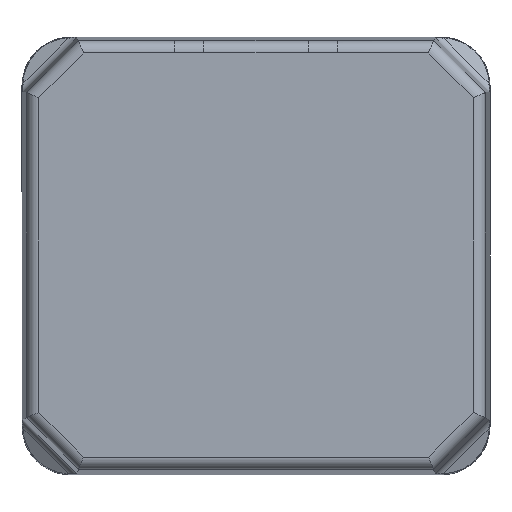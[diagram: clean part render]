
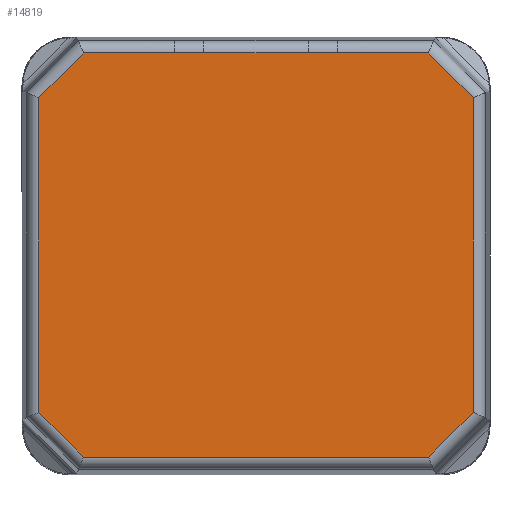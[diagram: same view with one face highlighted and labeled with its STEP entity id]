
A CAD part, top view. The second image highlights one B-rep face of the part: STEP entity #14819.
In plain terms, the highlighted planar face has unit normal (0, 0, 1).
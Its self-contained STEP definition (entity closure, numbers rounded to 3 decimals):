
#88 = DIRECTION ( 'NONE',  ( -1., 0., 0. ) ) ;
#508 = CARTESIAN_POINT ( 'NONE',  ( 17.937, 13., 45.5 ) ) ;
#688 = AXIS2_PLACEMENT_3D ( 'NONE', #3744, #11139, #5644 ) ;
#885 = CARTESIAN_POINT ( 'NONE',  ( -16.093, 14.843, 45.5 ) ) ;
#1217 = CARTESIAN_POINT ( 'NONE',  ( -15.325, 16.687, 45.5 ) ) ;
#1588 = VERTEX_POINT ( 'NONE', #18055 ) ;
#1741 = ORIENTED_EDGE ( 'NONE', *, *, #22884, .T. ) ;
#1934 = CARTESIAN_POINT ( 'NONE',  ( 6.7, 16.687, 45.5 ) ) ;
#1949 = VECTOR ( 'NONE', #2000, 1000. ) ;
#1963 = CARTESIAN_POINT ( 'NONE',  ( -15.325, 16.687, 45.5 ) ) ;
#2000 = DIRECTION ( 'NONE',  ( 1., 0., 0. ) ) ;
#2024 = CARTESIAN_POINT ( 'NONE',  ( -14.25, -16.687, 45.5 ) ) ;
#2215 = VERTEX_POINT ( 'NONE', #24038 ) ;
#3011 = LINE ( 'NONE', #6324, #8941 ) ;
#3097 = PLANE ( 'NONE',  #688 ) ;
#3237 = EDGE_CURVE ( 'NONE', #2215, #7148, #11314, .T. ) ;
#3744 = CARTESIAN_POINT ( 'NONE',  ( -15.325, 14.075, 45.5 ) ) ;
#3787 = LINE ( 'NONE', #885, #13167 ) ;
#3967 = EDGE_CURVE ( 'NONE', #23312, #1588, #3011, .T. ) ;
#4145 = LINE ( 'NONE', #9886, #14995 ) ;
#4400 = DIRECTION ( 'NONE',  ( -1., 0., 0. ) ) ;
#4687 = LINE ( 'NONE', #1217, #22072 ) ;
#4732 = VECTOR ( 'NONE', #15440, 1000. ) ;
#4994 = VECTOR ( 'NONE', #88, 1000. ) ;
#5089 = EDGE_CURVE ( 'NONE', #23324, #2215, #3787, .T. ) ;
#5563 = EDGE_CURVE ( 'NONE', #16033, #9306, #19882, .T. ) ;
#5644 = DIRECTION ( 'NONE',  ( -1., 0., 0. ) ) ;
#6150 = VECTOR ( 'NONE', #21534, 1000. ) ;
#6324 = CARTESIAN_POINT ( 'NONE',  ( -15.325, 16.687, 45.5 ) ) ;
#6410 = ORIENTED_EDGE ( 'NONE', *, *, #13085, .T. ) ;
#6996 = DIRECTION ( 'NONE',  ( -1., 0., 0. ) ) ;
#7009 = EDGE_CURVE ( 'NONE', #1588, #8244, #8274, .T. ) ;
#7148 = VERTEX_POINT ( 'NONE', #21810 ) ;
#7433 = EDGE_CURVE ( 'NONE', #7733, #23324, #12904, .T. ) ;
#7733 = VERTEX_POINT ( 'NONE', #21347 ) ;
#7862 = CARTESIAN_POINT ( 'NONE',  ( -4.3, 16.687, 45.5 ) ) ;
#8244 = VERTEX_POINT ( 'NONE', #7862 ) ;
#8274 = LINE ( 'NONE', #21139, #4732 ) ;
#8407 = CARTESIAN_POINT ( 'NONE',  ( 0.768, 30.168, 45.5 ) ) ;
#8446 = ORIENTED_EDGE ( 'NONE', *, *, #5563, .T. ) ;
#8941 = VECTOR ( 'NONE', #19262, 1000. ) ;
#9160 = CARTESIAN_POINT ( 'NONE',  ( -30.168, -0.768, 45.5 ) ) ;
#9306 = VERTEX_POINT ( 'NONE', #18404 ) ;
#9886 = CARTESIAN_POINT ( 'NONE',  ( 17.937, 14.075, 45.5 ) ) ;
#11139 = DIRECTION ( 'NONE',  ( 0., 0., -1. ) ) ;
#11236 = EDGE_CURVE ( 'NONE', #7148, #16033, #13066, .T. ) ;
#11314 = LINE ( 'NONE', #12826, #22203 ) ;
#11401 = ORIENTED_EDGE ( 'NONE', *, *, #7009, .T. ) ;
#11772 = VERTEX_POINT ( 'NONE', #15036 ) ;
#12228 = ORIENTED_EDGE ( 'NONE', *, *, #5089, .T. ) ;
#12826 = CARTESIAN_POINT ( 'NONE',  ( -17.937, 14.075, 45.5 ) ) ;
#12904 = LINE ( 'NONE', #1963, #4994 ) ;
#12925 = CARTESIAN_POINT ( 'NONE',  ( -15.325, -16.687, 45.5 ) ) ;
#13066 = LINE ( 'NONE', #9160, #15389 ) ;
#13085 = EDGE_CURVE ( 'NONE', #11772, #23312, #4687, .T. ) ;
#13132 = ORIENTED_EDGE ( 'NONE', *, *, #3237, .T. ) ;
#13167 = VECTOR ( 'NONE', #19595, 1000. ) ;
#14293 = CARTESIAN_POINT ( 'NONE',  ( 17.937, -13., 45.5 ) ) ;
#14549 = LINE ( 'NONE', #23084, #20163 ) ;
#14735 = ORIENTED_EDGE ( 'NONE', *, *, #24310, .T. ) ;
#14819 = ADVANCED_FACE ( 'NONE', ( #15499 ), #3097, .F. ) ;
#14995 = VECTOR ( 'NONE', #15354, 1000. ) ;
#15018 = EDGE_LOOP ( 'NONE', ( #6410, #21664, #11401, #1741, #18876, #12228, #13132, #23245, #8446, #22288, #15234, #14735 ) ) ;
#15036 = CARTESIAN_POINT ( 'NONE',  ( 14.25, 16.687, 45.5 ) ) ;
#15234 = ORIENTED_EDGE ( 'NONE', *, *, #23380, .T. ) ;
#15354 = DIRECTION ( 'NONE',  ( 0., 1., 0. ) ) ;
#15389 = VECTOR ( 'NONE', #18625, 1000. ) ;
#15440 = DIRECTION ( 'NONE',  ( -1., 0., 0. ) ) ;
#15499 = FACE_OUTER_BOUND ( 'NONE', #15018, .T. ) ;
#15723 = EDGE_CURVE ( 'NONE', #9306, #19791, #14549, .T. ) ;
#15900 = LINE ( 'NONE', #17850, #20354 ) ;
#16033 = VERTEX_POINT ( 'NONE', #2024 ) ;
#16075 = LINE ( 'NONE', #8407, #6150 ) ;
#17850 = CARTESIAN_POINT ( 'NONE',  ( -15.325, 16.687, 45.5 ) ) ;
#18055 = CARTESIAN_POINT ( 'NONE',  ( 4.3, 16.687, 45.5 ) ) ;
#18100 = VERTEX_POINT ( 'NONE', #508 ) ;
#18404 = CARTESIAN_POINT ( 'NONE',  ( 14.25, -16.687, 45.5 ) ) ;
#18625 = DIRECTION ( 'NONE',  ( 0.707, -0.707, 0. ) ) ;
#18876 = ORIENTED_EDGE ( 'NONE', *, *, #7433, .T. ) ;
#19262 = DIRECTION ( 'NONE',  ( -1., 0., 0. ) ) ;
#19595 = DIRECTION ( 'NONE',  ( -0.707, -0.707, 0. ) ) ;
#19678 = DIRECTION ( 'NONE',  ( 0.707, 0.707, 0. ) ) ;
#19791 = VERTEX_POINT ( 'NONE', #14293 ) ;
#19882 = LINE ( 'NONE', #12925, #1949 ) ;
#20163 = VECTOR ( 'NONE', #19678, 1000. ) ;
#20354 = VECTOR ( 'NONE', #4400, 1000. ) ;
#20661 = CARTESIAN_POINT ( 'NONE',  ( -14.25, 16.687, 45.5 ) ) ;
#21139 = CARTESIAN_POINT ( 'NONE',  ( -15.325, 16.687, 45.5 ) ) ;
#21347 = CARTESIAN_POINT ( 'NONE',  ( -6.7, 16.687, 45.5 ) ) ;
#21534 = DIRECTION ( 'NONE',  ( -0.707, 0.707, 0. ) ) ;
#21664 = ORIENTED_EDGE ( 'NONE', *, *, #3967, .T. ) ;
#21810 = CARTESIAN_POINT ( 'NONE',  ( -17.937, -13., 45.5 ) ) ;
#22072 = VECTOR ( 'NONE', #6996, 1000. ) ;
#22203 = VECTOR ( 'NONE', #24358, 1000. ) ;
#22288 = ORIENTED_EDGE ( 'NONE', *, *, #15723, .T. ) ;
#22884 = EDGE_CURVE ( 'NONE', #8244, #7733, #15900, .T. ) ;
#23084 = CARTESIAN_POINT ( 'NONE',  ( 14.843, -16.093, 45.5 ) ) ;
#23245 = ORIENTED_EDGE ( 'NONE', *, *, #11236, .T. ) ;
#23312 = VERTEX_POINT ( 'NONE', #1934 ) ;
#23324 = VERTEX_POINT ( 'NONE', #20661 ) ;
#23380 = EDGE_CURVE ( 'NONE', #19791, #18100, #4145, .T. ) ;
#24038 = CARTESIAN_POINT ( 'NONE',  ( -17.937, 13., 45.5 ) ) ;
#24310 = EDGE_CURVE ( 'NONE', #18100, #11772, #16075, .T. ) ;
#24358 = DIRECTION ( 'NONE',  ( 0., -1., 0. ) ) ;
